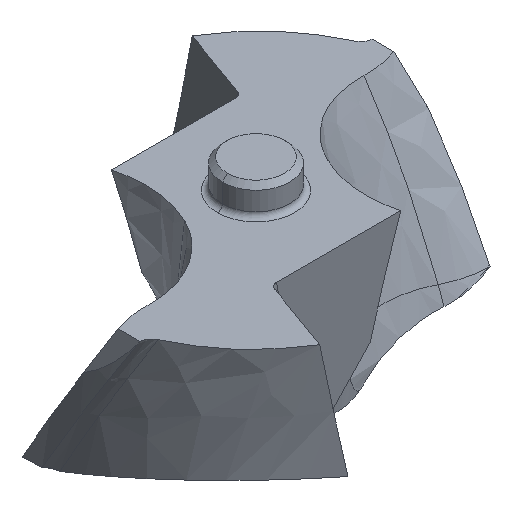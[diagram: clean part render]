
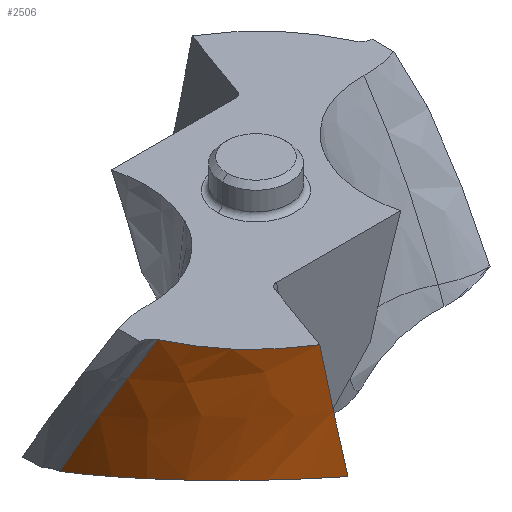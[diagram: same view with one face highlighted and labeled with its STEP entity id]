
A CAD part, isometric view. The second image highlights one B-rep face of the part: STEP entity #2506.
In plain terms, the highlighted free-form (B-spline) face has degree [3, 3] with [7, 5] control points.
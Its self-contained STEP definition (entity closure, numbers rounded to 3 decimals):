
#176=CARTESIAN_POINT('',(-2.994,-4.865,
0.));
#177=CARTESIAN_POINT('',(-3.402,-4.622,
0.));
#178=CARTESIAN_POINT('',(-4.305,-3.917,
0.));
#179=CARTESIAN_POINT('',(-4.962,-2.967,
0.));
#180=CARTESIAN_POINT('',(-5.237,-2.365,
0.));
#439=CARTESIAN_POINT('',(-5.75,0.018,
-4.282));
#440=CARTESIAN_POINT('',(-5.75,0.016,
-4.281));
#441=CARTESIAN_POINT('',(-5.75,0.012,
-4.281));
#442=CARTESIAN_POINT('',(-5.75,0.006,
-4.28));
#443=CARTESIAN_POINT('',(-5.75,0.002,
-4.28));
#444=CARTESIAN_POINT('',(-5.75,0.,
-4.279));
#726=CARTESIAN_POINT('',(-5.75,0.018,
-4.282));
#750=CARTESIAN_POINT('',(-2.44,-5.141,
-3.493));
#751=CARTESIAN_POINT('',(-2.611,-5.062,
-3.461));
#752=CARTESIAN_POINT('',(-2.941,-4.888,
-3.408));
#753=CARTESIAN_POINT('',(-3.397,-4.592,
-3.357));
#754=CARTESIAN_POINT('',(-3.824,-4.255,
-3.332));
#755=CARTESIAN_POINT('',(-4.214,-3.881,
-3.335));
#756=CARTESIAN_POINT('',(-4.551,-3.491,
-3.364));
#757=CARTESIAN_POINT('',(-4.857,-3.064,
-3.418));
#758=CARTESIAN_POINT('',(-5.128,-2.601,
-3.499));
#759=CARTESIAN_POINT('',(-5.36,-2.091,
-3.612));
#760=CARTESIAN_POINT('',(-5.522,-1.623,
-3.734));
#761=CARTESIAN_POINT('',(-5.656,-1.079,
-3.896));
#762=CARTESIAN_POINT('',(-5.729,-0.578,
-4.063));
#763=CARTESIAN_POINT('',(-5.75,-0.196,
-4.203));
#764=CARTESIAN_POINT('',(-5.75,0.,
-4.279));
#766=CARTESIAN_POINT('',(-5.75,0.018,
-4.282));
#767=CARTESIAN_POINT('',(-5.753,-0.447,
-3.442));
#768=CARTESIAN_POINT('',(-5.655,-1.255,
-2.015));
#769=CARTESIAN_POINT('',(-5.38,-2.047,
-0.588));
#770=CARTESIAN_POINT('',(-5.237,-2.365,
0.));
#772=CARTESIAN_POINT('',(-2.994,-4.865,
0.));
#773=CARTESIAN_POINT('',(-2.963,-4.875,
-0.189));
#774=CARTESIAN_POINT('',(-2.901,-4.895,
-0.555));
#775=CARTESIAN_POINT('',(-2.816,-4.925,
-1.069));
#776=CARTESIAN_POINT('',(-2.738,-4.957,
-1.546));
#777=CARTESIAN_POINT('',(-2.665,-4.99,
-1.998));
#778=CARTESIAN_POINT('',(-2.578,-5.039,
-2.558));
#779=CARTESIAN_POINT('',(-2.505,-5.088,
-3.042));
#780=CARTESIAN_POINT('',(-2.46,-5.123,
-3.347));
#781=CARTESIAN_POINT('',(-2.44,-5.141,
-3.493));
#955=CARTESIAN_POINT('',(-2.994,-4.865,
0.));
#956=VERTEX_POINT('',#955);
#957=VERTEX_POINT('',#180);
#986=CARTESIAN_POINT('',(-5.75,0.,
-4.279));
#987=VERTEX_POINT('',#986);
#988=VERTEX_POINT('',#750);
#1003=VERTEX_POINT('',#726);
#2462=CARTESIAN_POINT('',(-2.689,-5.079,
-4.325));
#2463=CARTESIAN_POINT('',(-2.34,-5.19,
-3.471));
#2464=CARTESIAN_POINT('',(-1.638,-5.397,
-2.016));
#2465=CARTESIAN_POINT('',(-0.752,-5.588,
-0.56));
#2466=CARTESIAN_POINT('',(-0.356,-5.658,
0.041));
#2467=CARTESIAN_POINT('',(-2.75,-5.046,
-4.325));
#2468=CARTESIAN_POINT('',(-2.403,-5.163,
-3.471));
#2469=CARTESIAN_POINT('',(-1.703,-5.38,
-2.016));
#2470=CARTESIAN_POINT('',(-0.82,-5.581,
-0.56));
#2471=CARTESIAN_POINT('',(-0.424,-5.655,
0.041));
#2472=CARTESIAN_POINT('',(-3.401,-4.687,
-4.325));
#2473=CARTESIAN_POINT('',(-3.069,-4.865,
-3.471));
#2474=CARTESIAN_POINT('',(-2.396,-5.187,
-2.016));
#2475=CARTESIAN_POINT('',(-1.538,-5.492,
-0.56));
#2476=CARTESIAN_POINT('',(-1.154,-5.609,
0.041));
#2477=CARTESIAN_POINT('',(-4.504,-3.762,
-4.325));
#2478=CARTESIAN_POINT('',(-4.224,-4.051,
-3.471));
#2479=CARTESIAN_POINT('',(-3.639,-4.561,
-2.016));
#2480=CARTESIAN_POINT('',(-2.871,-5.053,
-0.56));
#2481=CARTESIAN_POINT('',(-2.523,-5.249,
0.041));
#2482=CARTESIAN_POINT('',(-5.536,-1.963,
-4.325));
#2483=CARTESIAN_POINT('',(-5.381,-2.375,
-3.471));
#2484=CARTESIAN_POINT('',(-5.01,-3.095,
-2.016));
#2485=CARTESIAN_POINT('',(-4.455,-3.799,
-0.56));
#2486=CARTESIAN_POINT('',(-4.195,-4.081,
0.041));
#2487=CARTESIAN_POINT('',(-5.762,-0.591,
-4.325));
#2488=CARTESIAN_POINT('',(-5.715,-1.051,
-3.471));
#2489=CARTESIAN_POINT('',(-5.528,-1.854,
-2.016));
#2490=CARTESIAN_POINT('',(-5.156,-2.639,
-0.56));
#2491=CARTESIAN_POINT('',(-4.973,-2.955,
0.041));
#2492=CARTESIAN_POINT('',(-5.749,0.104,
-4.325));
#2493=CARTESIAN_POINT('',(-5.759,-0.371,
-3.471));
#2494=CARTESIAN_POINT('',(-5.67,-1.197,
-2.016));
#2495=CARTESIAN_POINT('',(-5.396,-2.006,
-0.56));
#2496=CARTESIAN_POINT('',(-5.252,-2.332,
0.041));
#2497=B_SPLINE_SURFACE_WITH_KNOTS('',3,3,((#2462,#2463,#2464,#2465,#2466),
(#2467,#2468,#2469,#2470,#2471),(#2472,#2473,#2474,#2475,#2476),(#2477,#2478,
#2479,#2480,#2481),(#2482,#2483,#2484,#2485,#2486),(#2487,#2488,#2489,#2490,
#2491),(#2492,#2493,#2494,#2495,#2496)),.UNSPECIFIED.,.F.,.F.,.F.,(4,1,1,1,4),
(4,1,4),(0.224,0.25,0.5,0.75,1.008),(
0.052,3.01,5.092),.UNSPECIFIED.);
#2498=ORIENTED_EDGE('',*,*,#1700,.T.);
#2499=ORIENTED_EDGE('',*,*,#1744,.F.);
#2500=ORIENTED_EDGE('',*,*,#2447,.T.);
#2501=ORIENTED_EDGE('',*,*,#1299,.F.);
#2503=ORIENTED_EDGE('',*,*,#2502,.T.);
#2504=EDGE_LOOP('',(#2498,#2499,#2500,#2501,#2503));
#2505=FACE_OUTER_BOUND('',#2504,.F.);
#181=B_SPLINE_CURVE_WITH_KNOTS('',3,(#176,#177,#178,#179,#180),.UNSPECIFIED.,
.F.,.F.,(4,1,4),(0.,0.417,1.),.UNSPECIFIED.);
#445=B_SPLINE_CURVE_WITH_KNOTS('',3,(#439,#440,#441,#442,#443,#444),
.UNSPECIFIED.,.F.,.F.,(4,1,1,4),(0.,0.333,0.667,1.),
.UNSPECIFIED.);
#765=B_SPLINE_CURVE_WITH_KNOTS('',3,(#750,#751,#752,#753,#754,#755,#756,#757,
#758,#759,#760,#761,#762,#763,#764),.UNSPECIFIED.,.F.,.F.,(4,1,1,1,1,1,1,1,1,1,
1,1,4),(0.,0.083,0.167,0.25,0.333,
0.417,0.5,0.583,0.667,0.75,
0.833,0.917,1.),.UNSPECIFIED.);
#771=B_SPLINE_CURVE_WITH_KNOTS('',3,(#766,#767,#768,#769,#770),.UNSPECIFIED.,
.F.,.F.,(4,1,4),(0.,0.588,1.),.UNSPECIFIED.);
#782=B_SPLINE_CURVE_WITH_KNOTS('',3,(#772,#773,#774,#775,#776,#777,#778,#779,
#780,#781),.UNSPECIFIED.,.F.,.F.,(4,1,1,1,1,1,1,4),(0.,0.143,
0.286,0.429,0.571,0.714,
0.857,1.),.UNSPECIFIED.);
#1299=EDGE_CURVE('',#956,#957,#181,.T.);
#1700=EDGE_CURVE('',#988,#987,#765,.T.);
#1744=EDGE_CURVE('',#1003,#987,#445,.T.);
#2447=EDGE_CURVE('',#1003,#957,#771,.T.);
#2502=EDGE_CURVE('',#956,#988,#782,.T.);
#2506=ADVANCED_FACE('',(#2505),#2497,.F.);
